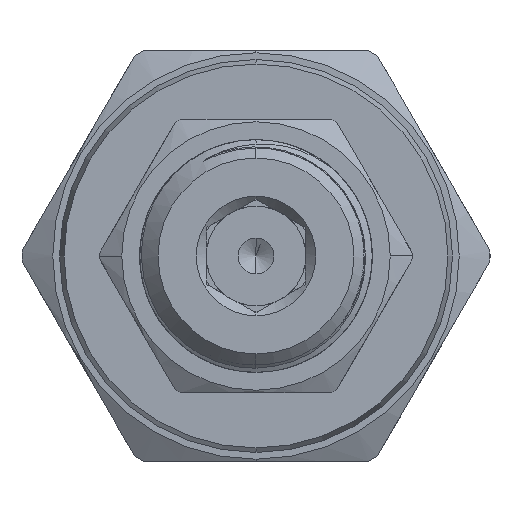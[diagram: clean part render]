
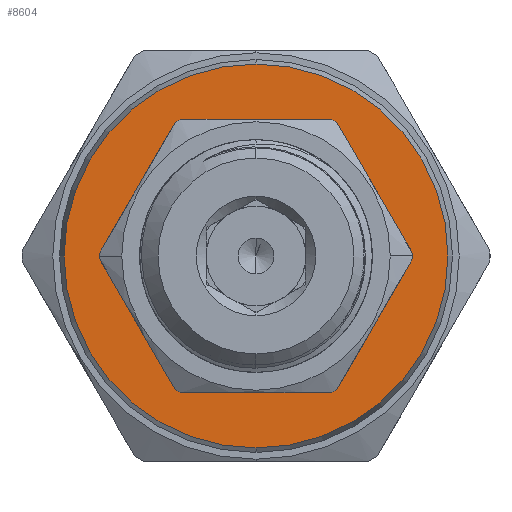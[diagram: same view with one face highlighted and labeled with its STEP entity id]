
A CAD part, left-side view. The second image highlights one B-rep face of the part: STEP entity #8604.
In plain terms, the highlighted planar face has unit normal (-1, 0, 0).
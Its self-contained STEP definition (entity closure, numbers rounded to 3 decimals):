
#802 = CARTESIAN_POINT ( 'NONE',  ( -6.7, 0., 0. ) ) ;
#804 = DIRECTION ( 'NONE',  ( -1., 0., 0. ) ) ;
#806 = DIRECTION ( 'NONE',  ( 0., -1., 0. ) ) ;
#1046 = FACE_OUTER_BOUND ( 'NONE', #5522, .T. ) ;
#1323 = AXIS2_PLACEMENT_3D ( 'NONE', #8825, #8824, #8829 ) ;
#3770 = CARTESIAN_POINT ( 'NONE',  ( -6.7, 0., 15.586 ) ) ;
#3808 = CARTESIAN_POINT ( 'NONE',  ( -6.7, 10.898, 0. ) ) ;
#3989 = CARTESIAN_POINT ( 'NONE',  ( -6.7, -10.898, 0. ) ) ;
#3995 = CARTESIAN_POINT ( 'NONE',  ( -6.7, 0., -15.586 ) ) ;
#4788 = EDGE_CURVE ( 'NONE', #8205, #8504, #10324, .T. ) ;
#4852 = EDGE_CURVE ( 'NONE', #8511, #8049, #10490, .T. ) ;
#4908 = EDGE_CURVE ( 'NONE', #8504, #8205, #7789, .T. ) ;
#4969 = EDGE_CURVE ( 'NONE', #8049, #8511, #7655, .T. ) ;
#5293 = DIRECTION ( 'NONE',  ( -1., 0., 0. ) ) ;
#5312 = CARTESIAN_POINT ( 'NONE',  ( -6.7, 0., 0. ) ) ;
#5378 = DIRECTION ( 'NONE',  ( 0., 0., 1. ) ) ;
#5522 = EDGE_LOOP ( 'NONE', ( #5606, #5553 ) ) ;
#5553 = ORIENTED_EDGE ( 'NONE', *, *, #4969, .T. ) ;
#5606 = ORIENTED_EDGE ( 'NONE', *, *, #4852, .T. ) ;
#5609 = ORIENTED_EDGE ( 'NONE', *, *, #4908, .F. ) ;
#5610 = ORIENTED_EDGE ( 'NONE', *, *, #4788, .F. ) ;
#6289 = EDGE_LOOP ( 'NONE', ( #5609, #5610 ) ) ;
#6877 = CARTESIAN_POINT ( 'NONE',  ( -6.7, 0., 0. ) ) ;
#7158 = CARTESIAN_POINT ( 'NONE',  ( -6.7, 0., 0. ) ) ;
#7160 = DIRECTION ( 'NONE',  ( 0., -1., 0. ) ) ;
#7166 = DIRECTION ( 'NONE',  ( -1., 0., 0. ) ) ;
#7245 = DIRECTION ( 'NONE',  ( 0., 0., 1. ) ) ;
#7261 = DIRECTION ( 'NONE',  ( -1., 0., 0. ) ) ;
#7515 = FACE_BOUND ( 'NONE', #6289, .T. ) ;
#7636 = AXIS2_PLACEMENT_3D ( 'NONE', #802, #804, #806 ) ;
#7655 = CIRCLE ( 'NONE', #10579, 15.586 ) ;
#7789 = CIRCLE ( 'NONE', #10647, 10.898 ) ;
#8049 = VERTEX_POINT ( 'NONE', #3770 ) ;
#8205 = VERTEX_POINT ( 'NONE', #3808 ) ;
#8504 = VERTEX_POINT ( 'NONE', #3989 ) ;
#8511 = VERTEX_POINT ( 'NONE', #3995 ) ;
#8604 = ADVANCED_FACE ( 'NONE', ( #7515, #1046 ), #8827, .F. ) ;
#8824 = DIRECTION ( 'NONE',  ( 1., 0., 0. ) ) ;
#8825 = CARTESIAN_POINT ( 'NONE',  ( -6.7, 0., 0. ) ) ;
#8827 = PLANE ( 'NONE',  #1323 ) ;
#8829 = DIRECTION ( 'NONE',  ( 0., 0., -1. ) ) ;
#10324 = CIRCLE ( 'NONE', #7636, 10.898 ) ;
#10490 = CIRCLE ( 'NONE', #10574, 15.586 ) ;
#10574 = AXIS2_PLACEMENT_3D ( 'NONE', #6877, #7261, #7245 ) ;
#10579 = AXIS2_PLACEMENT_3D ( 'NONE', #5312, #5293, #5378 ) ;
#10647 = AXIS2_PLACEMENT_3D ( 'NONE', #7158, #7166, #7160 ) ;
